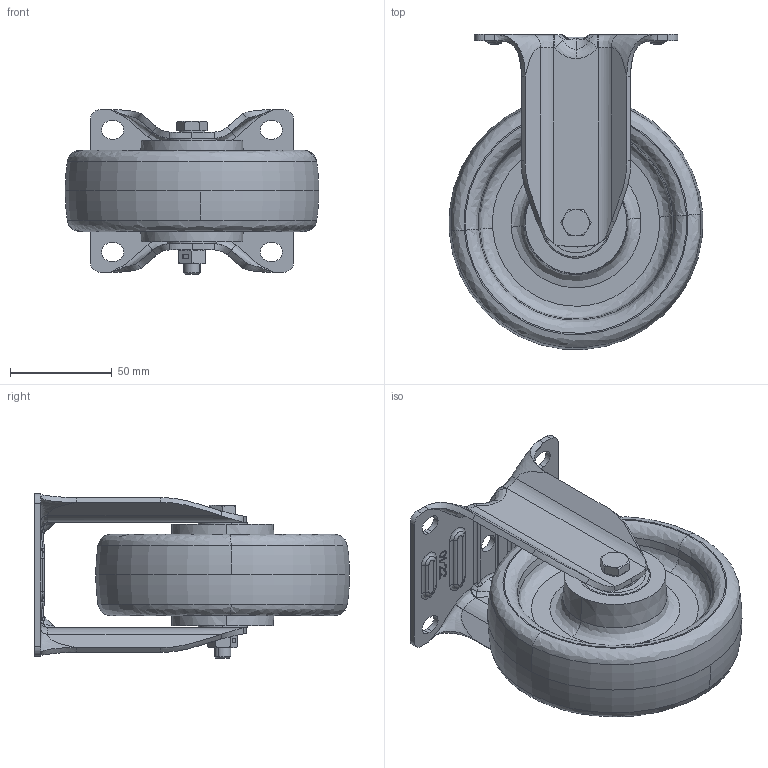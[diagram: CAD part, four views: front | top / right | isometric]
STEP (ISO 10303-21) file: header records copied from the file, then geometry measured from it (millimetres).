
FILE_DESCRIPTION (( 'STEP AP214' ), '1' );
FILE_NAME ('0056423.step', '2023-08-03T07:05:58', ( '' ), ( '' ), 'SwSTEP 2.0', 'SolidWorks 2020', '' );
FILE_SCHEMA (( 'AUTOMOTIVE_DESIGN' ));
Length unit declared in the file: millimetre
Products named in the file (1): 0056423
Bounding box: 124.72 x 154.86 x 81 mm (x, y, z)
Volume: 386750.5 mm3; surface area: 115870.7 mm2
Topology: 17 solids, 17 shells, 631 faces, 1471 edges, 896 vertices
Faces by surface type: plane 241, cylinder 168, bspline 128, torus 50, cone 44
Entity records: 36536 total; most frequent: CARTESIAN_POINT 15718, ORIENTED_EDGE 2930, DIRECTION 2657, EDGE_CURVE 1465, AXIS2_PLACEMENT_3D 982, VERTEX_POINT 896, EDGE_LOOP 703, VECTOR 693
